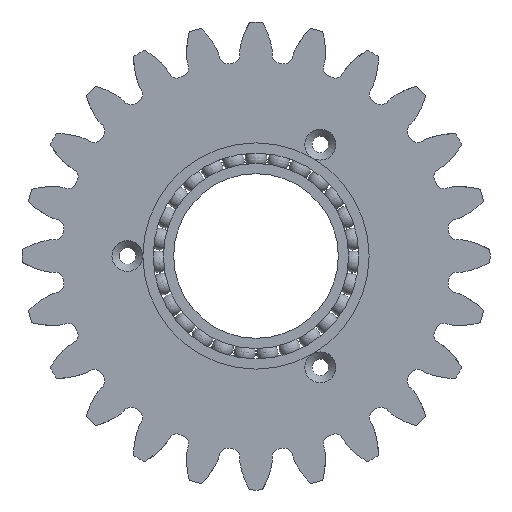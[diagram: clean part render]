
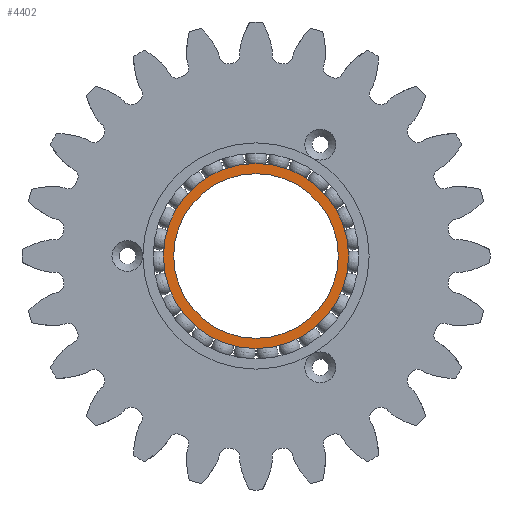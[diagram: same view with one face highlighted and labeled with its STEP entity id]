
A CAD part, left-side view. The second image highlights one B-rep face of the part: STEP entity #4402.
In plain terms, the highlighted planar face has unit normal (-1, 0, 0).
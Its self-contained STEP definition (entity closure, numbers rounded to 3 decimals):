
#120=FACE_BOUND('',#892,.T.);
#318=PLANE('',#4868);
#639=FACE_OUTER_BOUND('',#891,.T.);
#891=EDGE_LOOP('',(#4116));
#892=EDGE_LOOP('',(#4117));
#1746=CIRCLE('',#4869,18.);
#1747=CIRCLE('',#4870,16.);
#2186=VERTEX_POINT('',#21623);
#2187=VERTEX_POINT('',#21625);
#2857=EDGE_CURVE('',#2186,#2186,#1746,.T.);
#2858=EDGE_CURVE('',#2187,#2187,#1747,.T.);
#4116=ORIENTED_EDGE('',*,*,#2857,.T.);
#4117=ORIENTED_EDGE('',*,*,#2858,.F.);
#4402=ADVANCED_FACE('',(#639,#120),#318,.T.);
#4868=AXIS2_PLACEMENT_3D('',#21622,#5996,#5997);
#4869=AXIS2_PLACEMENT_3D('',#21624,#5998,#5999);
#4870=AXIS2_PLACEMENT_3D('',#21626,#6000,#6001);
#5996=DIRECTION('center_axis',(-1.,0.,0.));
#5997=DIRECTION('ref_axis',(0.,0.,1.));
#5998=DIRECTION('center_axis',(-1.,0.,0.));
#5999=DIRECTION('ref_axis',(0.,0.,1.));
#6000=DIRECTION('center_axis',(-1.,0.,0.));
#6001=DIRECTION('ref_axis',(0.,0.,1.));
#21622=CARTESIAN_POINT('Origin',(-17.,0.,16.));
#21623=CARTESIAN_POINT('',(-17.,0.,-18.));
#21624=CARTESIAN_POINT('Origin',(-17.,0.,0.));
#21625=CARTESIAN_POINT('',(-17.,0.,-16.));
#21626=CARTESIAN_POINT('Origin',(-17.,0.,0.));
